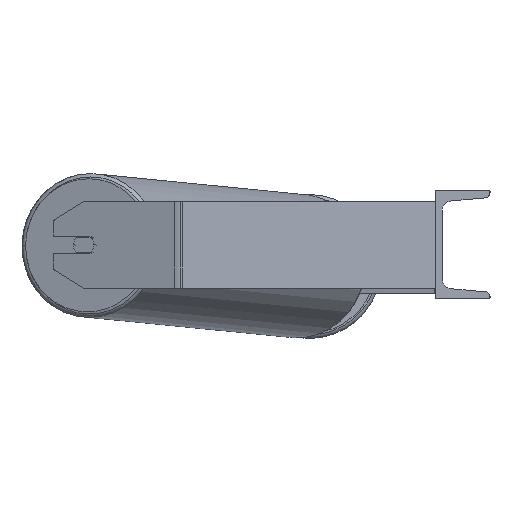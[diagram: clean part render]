
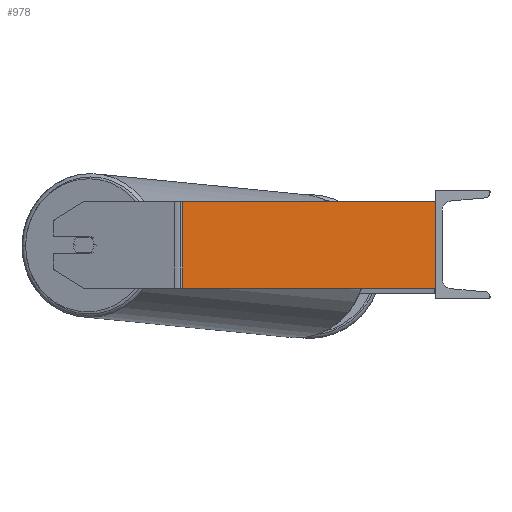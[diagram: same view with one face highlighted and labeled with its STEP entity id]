
A CAD part, left-side view. The second image highlights one B-rep face of the part: STEP entity #978.
In plain terms, the highlighted planar face has unit normal (-0.996, -0.087, 0).
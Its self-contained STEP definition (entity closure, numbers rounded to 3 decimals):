
#207 = ORIENTED_EDGE ( 'NONE', *, *, #657, .T. ) ;
#394 = EDGE_LOOP ( 'NONE', ( #5695, #2452, #1744, #207 ) ) ;
#484 = VERTEX_POINT ( 'NONE', #7798 ) ;
#657 = EDGE_CURVE ( 'NONE', #4142, #6691, #5211, .T. ) ;
#677 = FACE_OUTER_BOUND ( 'NONE', #394, .T. ) ;
#764 = DIRECTION ( 'NONE',  ( 0.996, 0.087, 0. ) ) ;
#978 = ADVANCED_FACE ( 'NONE', ( #677 ), #7091, .F. ) ;
#1074 = CARTESIAN_POINT ( 'NONE',  ( -905.493, 234.235, 40. ) ) ;
#1106 = CARTESIAN_POINT ( 'NONE',  ( -885., 0., 40. ) ) ;
#1544 = DIRECTION ( 'NONE',  ( 0.087, -0.996, 0. ) ) ;
#1744 = ORIENTED_EDGE ( 'NONE', *, *, #4069, .F. ) ;
#2102 = CARTESIAN_POINT ( 'NONE',  ( -905.802, 237.769, 40. ) ) ;
#2452 = ORIENTED_EDGE ( 'NONE', *, *, #4542, .F. ) ;
#2497 = LINE ( 'NONE', #1106, #2843 ) ;
#2793 = LINE ( 'NONE', #8425, #7866 ) ;
#2843 = VECTOR ( 'NONE', #5313, 1000. ) ;
#3204 = CARTESIAN_POINT ( 'NONE',  ( -905.802, 237.769, 40. ) ) ;
#3728 = CARTESIAN_POINT ( 'NONE',  ( -905.493, 234.235, 40. ) ) ;
#4069 = EDGE_CURVE ( 'NONE', #4142, #484, #5935, .T. ) ;
#4142 = VERTEX_POINT ( 'NONE', #1074 ) ;
#4542 = EDGE_CURVE ( 'NONE', #484, #8667, #2497, .T. ) ;
#4920 = DIRECTION ( 'NONE',  ( -0.087, 0.996, 0. ) ) ;
#5145 = EDGE_CURVE ( 'NONE', #6691, #8667, #2793, .T. ) ;
#5211 = LINE ( 'NONE', #3728, #5396 ) ;
#5313 = DIRECTION ( 'NONE',  ( 0., 0., -1. ) ) ;
#5396 = VECTOR ( 'NONE', #5956, 1000. ) ;
#5695 = ORIENTED_EDGE ( 'NONE', *, *, #5145, .T. ) ;
#5731 = CARTESIAN_POINT ( 'NONE',  ( -905.493, 234.235, -40. ) ) ;
#5935 = LINE ( 'NONE', #3204, #6381 ) ;
#5956 = DIRECTION ( 'NONE',  ( 0., 0., -1. ) ) ;
#6381 = VECTOR ( 'NONE', #8142, 1000. ) ;
#6691 = VERTEX_POINT ( 'NONE', #5731 ) ;
#7091 = PLANE ( 'NONE',  #9013 ) ;
#7798 = CARTESIAN_POINT ( 'NONE',  ( -885., 0., 40. ) ) ;
#7866 = VECTOR ( 'NONE', #1544, 1000. ) ;
#8142 = DIRECTION ( 'NONE',  ( 0.087, -0.996, 0. ) ) ;
#8425 = CARTESIAN_POINT ( 'NONE',  ( -905.802, 237.769, -40. ) ) ;
#8667 = VERTEX_POINT ( 'NONE', #9017 ) ;
#9013 = AXIS2_PLACEMENT_3D ( 'NONE', #2102, #764, #4920 ) ;
#9017 = CARTESIAN_POINT ( 'NONE',  ( -885., 0., -40. ) ) ;
